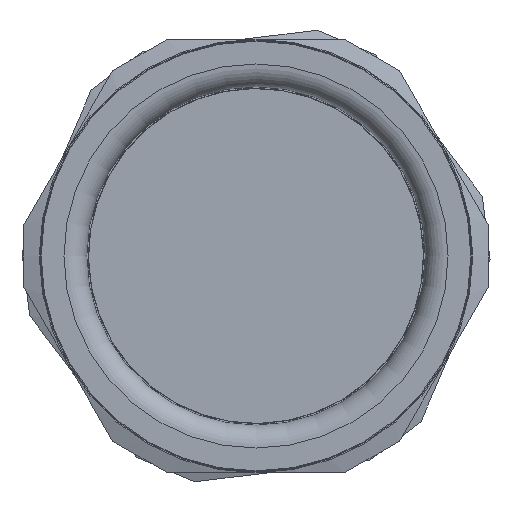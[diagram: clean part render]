
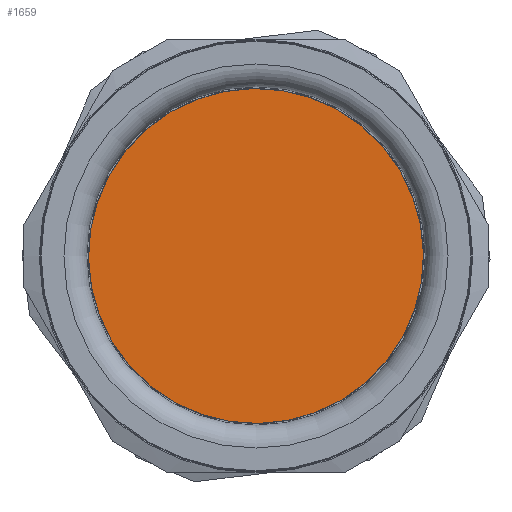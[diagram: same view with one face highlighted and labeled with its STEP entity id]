
A CAD part, left-side view. The second image highlights one B-rep face of the part: STEP entity #1659.
In plain terms, the highlighted planar face has unit normal (-1, 0, 0).
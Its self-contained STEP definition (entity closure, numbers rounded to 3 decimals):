
#237=PLANE('',#1923);
#467=FACE_OUTER_BOUND('',#642,.T.);
#642=EDGE_LOOP('',(#1505));
#721=CIRCLE('',#1902,36.705);
#870=VERTEX_POINT('',#9571);
#1079=EDGE_CURVE('',#870,#870,#721,.T.);
#1505=ORIENTED_EDGE('',*,*,#1079,.F.);
#1659=ADVANCED_FACE('',(#467),#237,.T.);
#1902=AXIS2_PLACEMENT_3D('',#9572,#2311,#2312);
#1923=AXIS2_PLACEMENT_3D('',#9603,#2353,#2354);
#2311=DIRECTION('center_axis',(1.,0.,0.));
#2312=DIRECTION('ref_axis',(0.,0.,-1.));
#2353=DIRECTION('center_axis',(-1.,0.,0.));
#2354=DIRECTION('ref_axis',(0.,0.,1.));
#9571=CARTESIAN_POINT('',(-0.064,36.705,0.));
#9572=CARTESIAN_POINT('Origin',(-0.064,0.,0.));
#9603=CARTESIAN_POINT('Origin',(-0.064,36.705,0.));
